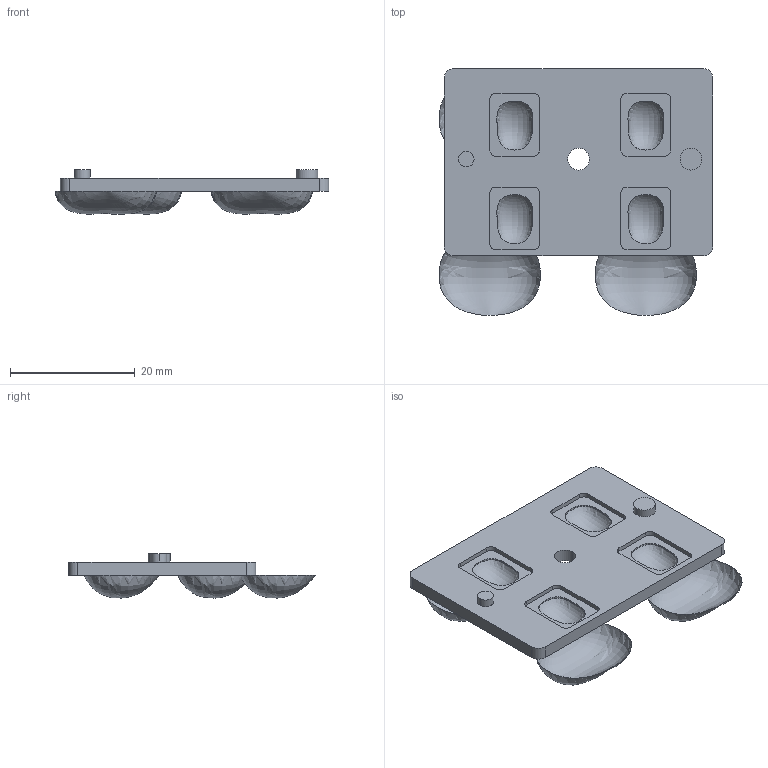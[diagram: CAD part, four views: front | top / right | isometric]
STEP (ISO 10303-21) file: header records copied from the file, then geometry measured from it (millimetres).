
FILE_DESCRIPTION((''),'2;1');
FILE_NAME('4IN1-ASAHI','2021-06-30T15:47:17',('Administrator'),(''),'CREO PARAMETRIC BY PTC INC, 2017110','CREO PARAMETRIC BY PTC INC, 2017110','');
FILE_SCHEMA(('CONFIG_CONTROL_DESIGN'));
Length unit declared in the file: millimetre
Products named in the file (1): 4IN1-ASAHI
Bounding box: 43.83 x 39.54 x 7.09 mm (x, y, z)
Volume: 3874 mm3; surface area: 4283.1 mm2
Topology: 1 solids, 5 shells, 315 faces, 864 edges, 576 vertices
Faces by surface type: plane 269, cylinder 26, bspline 12, extrusion 8
Entity records: 28357 total; most frequent: CARTESIAN_POINT 20376, ORIENTED_EDGE 1704, DIRECTION 1476, EDGE_CURVE 856, VECTOR 780, LINE 772, VERTEX_POINT 576, AXIS2_PLACEMENT_3D 348
